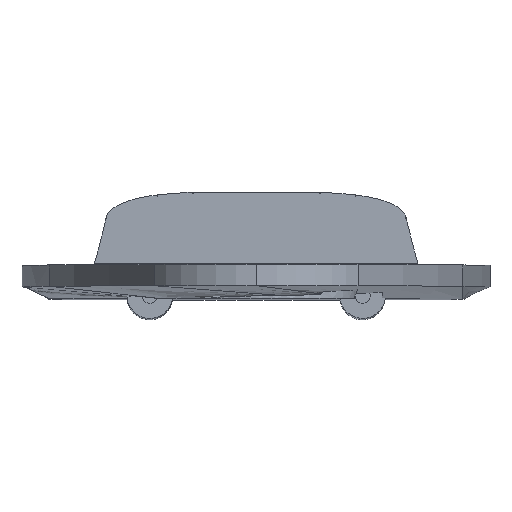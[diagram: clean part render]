
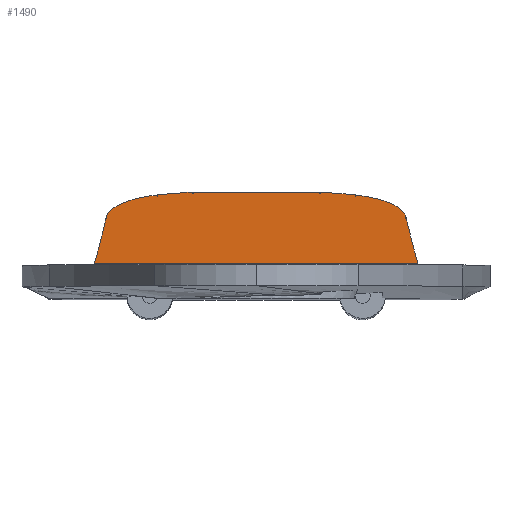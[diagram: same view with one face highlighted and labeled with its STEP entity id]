
A CAD part, top view. The second image highlights one B-rep face of the part: STEP entity #1490.
In plain terms, the highlighted planar face has unit normal (0, 0.951, 0.309).
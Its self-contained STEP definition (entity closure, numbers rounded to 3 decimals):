
#19=ELLIPSE('',#1645,3220.191,3062.584);
#20=ELLIPSE('',#1648,3220.191,3062.584);
#21=ELLIPSE('',#1649,26.889,25.573);
#22=ELLIPSE('',#1650,121.799,115.838);
#23=ELLIPSE('',#1651,121.799,115.838);
#24=ELLIPSE('',#1652,26.889,25.573);
#179=LINE('',#2970,#260);
#180=LINE('',#2979,#261);
#260=VECTOR('',#1932,10.);
#261=VECTOR('',#1941,10.);
#370=FACE_OUTER_BOUND('',#477,.T.);
#477=EDGE_LOOP('',(#1191,#1192,#1193,#1194,#1195,#1196,#1197,#1198));
#706=VERTEX_POINT('',#2935);
#707=VERTEX_POINT('',#2942);
#708=VERTEX_POINT('',#2963);
#709=VERTEX_POINT('',#2972);
#710=VERTEX_POINT('',#2974);
#711=VERTEX_POINT('',#2976);
#712=VERTEX_POINT('',#2978);
#713=VERTEX_POINT('',#2980);
#882=EDGE_CURVE('',#706,#707,#19,.T.);
#886=EDGE_CURVE('',#708,#706,#179,.T.);
#887=EDGE_CURVE('',#709,#708,#20,.T.);
#888=EDGE_CURVE('',#710,#709,#21,.T.);
#889=EDGE_CURVE('',#711,#710,#22,.T.);
#890=EDGE_CURVE('',#711,#712,#180,.T.);
#891=EDGE_CURVE('',#713,#712,#23,.T.);
#892=EDGE_CURVE('',#707,#713,#24,.T.);
#1191=ORIENTED_EDGE('',*,*,#886,.F.);
#1192=ORIENTED_EDGE('',*,*,#887,.F.);
#1193=ORIENTED_EDGE('',*,*,#888,.F.);
#1194=ORIENTED_EDGE('',*,*,#889,.F.);
#1195=ORIENTED_EDGE('',*,*,#890,.T.);
#1196=ORIENTED_EDGE('',*,*,#891,.F.);
#1197=ORIENTED_EDGE('',*,*,#892,.F.);
#1198=ORIENTED_EDGE('',*,*,#882,.F.);
#1437=PLANE('',#1647);
#1490=ADVANCED_FACE('',(#370),#1437,.F.);
#1645=AXIS2_PLACEMENT_3D('',#2943,#1926,#1927);
#1647=AXIS2_PLACEMENT_3D('',#2971,#1933,#1934);
#1648=AXIS2_PLACEMENT_3D('',#2973,#1935,#1936);
#1649=AXIS2_PLACEMENT_3D('',#2975,#1937,#1938);
#1650=AXIS2_PLACEMENT_3D('',#2977,#1939,#1940);
#1651=AXIS2_PLACEMENT_3D('',#2981,#1942,#1943);
#1652=AXIS2_PLACEMENT_3D('',#2982,#1944,#1945);
#1926=DIRECTION('center_axis',(0.,0.951,0.309));
#1927=DIRECTION('ref_axis',(0.,0.309,-0.951));
#1932=DIRECTION('',(-1.,0.,0.));
#1933=DIRECTION('center_axis',(0.,-0.951,-0.309));
#1934=DIRECTION('ref_axis',(0.,-0.309,0.951));
#1935=DIRECTION('center_axis',(0.,0.951,0.309));
#1936=DIRECTION('ref_axis',(0.,0.309,-0.951));
#1937=DIRECTION('center_axis',(0.,-0.951,-0.309));
#1938=DIRECTION('ref_axis',(0.,0.309,-0.951));
#1939=DIRECTION('center_axis',(0.,-0.951,-0.309));
#1940=DIRECTION('ref_axis',(0.,0.309,-0.951));
#1941=DIRECTION('',(-1.,0.,0.));
#1942=DIRECTION('center_axis',(0.,-0.951,-0.309));
#1943=DIRECTION('ref_axis',(0.,0.309,-0.951));
#1944=DIRECTION('center_axis',(0.,-0.951,-0.309));
#1945=DIRECTION('ref_axis',(0.,0.309,-0.951));
#2935=CARTESIAN_POINT('',(-53.608,7.979,-195.33));
#2942=CARTESIAN_POINT('',(-49.662,23.638,-243.522));
#2943=CARTESIAN_POINT('Origin',(-3103.91,97.007,-469.329));
#2963=CARTESIAN_POINT('',(52.825,7.979,-195.33));
#2970=CARTESIAN_POINT('',(37.304,7.979,-195.33));
#2971=CARTESIAN_POINT('Origin',(75.,31.675,-268.26));
#2972=CARTESIAN_POINT('',(48.879,23.638,-243.522));
#2973=CARTESIAN_POINT('Origin',(3103.127,97.007,-469.329));
#2974=CARTESIAN_POINT('',(32.218,30.822,-265.632));
#2975=CARTESIAN_POINT('Origin',(23.376,23.025,-241.637));
#2976=CARTESIAN_POINT('',(21.343,31.675,-268.26));
#2977=CARTESIAN_POINT('Origin',(-0.392,-5.294,-154.479));
#2978=CARTESIAN_POINT('',(-22.126,31.675,-268.26));
#2979=CARTESIAN_POINT('',(75.,31.675,-268.26));
#2980=CARTESIAN_POINT('',(-33.001,30.822,-265.632));
#2981=CARTESIAN_POINT('Origin',(-0.392,-5.294,-154.479));
#2982=CARTESIAN_POINT('Origin',(-24.159,23.025,-241.637));
